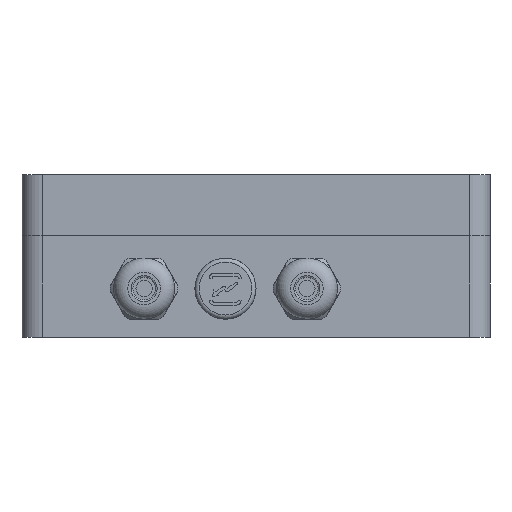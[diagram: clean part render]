
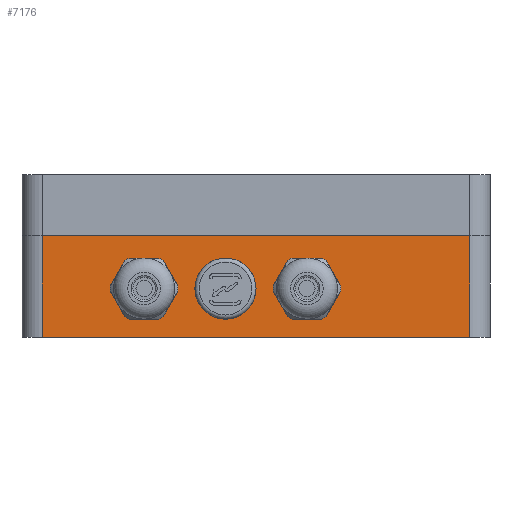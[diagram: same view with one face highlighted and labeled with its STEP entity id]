
A CAD part, front view. The second image highlights one B-rep face of the part: STEP entity #7176.
In plain terms, the highlighted planar face has unit normal (0, -1, 0).
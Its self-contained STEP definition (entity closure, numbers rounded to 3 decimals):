
#245=FACE_BOUND('',#2570,.T.);
#246=FACE_BOUND('',#2571,.T.);
#247=FACE_BOUND('',#2572,.T.);
#486=PLANE('',#7842);
#897=LINE('',#18061,#1472);
#964=LINE('',#18306,#1539);
#970=LINE('',#18323,#1545);
#982=LINE('',#18376,#1557);
#1472=VECTOR('',#9180,10.);
#1539=VECTOR('',#9427,10.);
#1545=VECTOR('',#9445,10.);
#1557=VECTOR('',#9513,10.);
#2135=FACE_OUTER_BOUND('',#2569,.T.);
#2569=EDGE_LOOP('',(#6394,#6395,#6396,#6397));
#2570=EDGE_LOOP('',(#6398));
#2571=EDGE_LOOP('',(#6399));
#2572=EDGE_LOOP('',(#6400));
#2903=CIRCLE('',#7772,5.);
#2914=CIRCLE('',#7803,5.);
#2915=CIRCLE('',#7805,5.);
#3465=VERTEX_POINT('',#18047);
#3471=VERTEX_POINT('',#18059);
#3525=VERTEX_POINT('',#18217);
#3544=VERTEX_POINT('',#18293);
#3545=VERTEX_POINT('',#18297);
#3547=VERTEX_POINT('',#18305);
#3552=VERTEX_POINT('',#18321);
#4389=EDGE_CURVE('',#3471,#3465,#897,.T.);
#4464=EDGE_CURVE('',#3525,#3525,#2903,.T.);
#4501=EDGE_CURVE('',#3544,#3544,#2914,.T.);
#4503=EDGE_CURVE('',#3545,#3545,#2915,.T.);
#4507=EDGE_CURVE('',#3465,#3547,#964,.T.);
#4516=EDGE_CURVE('',#3552,#3471,#970,.T.);
#4540=EDGE_CURVE('',#3552,#3547,#982,.T.);
#6394=ORIENTED_EDGE('',*,*,#4507,.F.);
#6395=ORIENTED_EDGE('',*,*,#4389,.F.);
#6396=ORIENTED_EDGE('',*,*,#4516,.F.);
#6397=ORIENTED_EDGE('',*,*,#4540,.T.);
#6398=ORIENTED_EDGE('',*,*,#4464,.T.);
#6399=ORIENTED_EDGE('',*,*,#4501,.T.);
#6400=ORIENTED_EDGE('',*,*,#4503,.T.);
#7176=ADVANCED_FACE('',(#2135,#245,#246,#247),#486,.T.);
#7772=AXIS2_PLACEMENT_3D('',#18218,#9324,#9325);
#7803=AXIS2_PLACEMENT_3D('',#18294,#9412,#9413);
#7805=AXIS2_PLACEMENT_3D('',#18298,#9417,#9418);
#7842=AXIS2_PLACEMENT_3D('',#18375,#9511,#9512);
#9180=DIRECTION('',(1.,0.,0.));
#9324=DIRECTION('center_axis',(0.,1.,0.));
#9325=DIRECTION('ref_axis',(1.,0.,0.));
#9412=DIRECTION('center_axis',(0.,1.,0.));
#9413=DIRECTION('ref_axis',(1.,0.,0.));
#9417=DIRECTION('center_axis',(0.,1.,0.));
#9418=DIRECTION('ref_axis',(1.,0.,0.));
#9427=DIRECTION('',(0.,0.,-1.));
#9445=DIRECTION('',(0.,0.,1.));
#9511=DIRECTION('center_axis',(0.,-1.,0.));
#9512=DIRECTION('ref_axis',(1.,0.,0.));
#9513=DIRECTION('',(1.,0.,0.));
#18047=CARTESIAN_POINT('',(110.,0.,25.));
#18059=CARTESIAN_POINT('',(5.,0.,25.));
#18061=CARTESIAN_POINT('',(0.,0.,25.));
#18217=CARTESIAN_POINT('',(25.,0.,12.));
#18218=CARTESIAN_POINT('Origin',(30.,0.,12.));
#18293=CARTESIAN_POINT('',(45.,0.,12.));
#18294=CARTESIAN_POINT('Origin',(50.,0.,12.));
#18297=CARTESIAN_POINT('',(65.,0.,12.));
#18298=CARTESIAN_POINT('Origin',(70.,0.,12.));
#18305=CARTESIAN_POINT('',(110.,0.,0.));
#18306=CARTESIAN_POINT('',(110.,0.,0.));
#18321=CARTESIAN_POINT('',(5.,0.,0.));
#18323=CARTESIAN_POINT('',(5.,0.,0.));
#18375=CARTESIAN_POINT('Origin',(0.,0.,0.));
#18376=CARTESIAN_POINT('',(0.,0.,0.));
